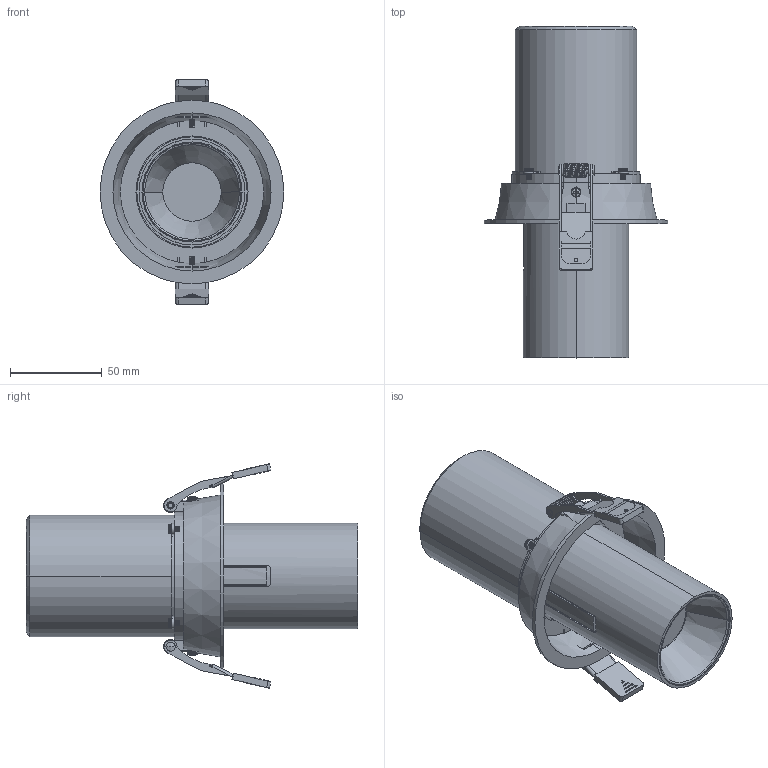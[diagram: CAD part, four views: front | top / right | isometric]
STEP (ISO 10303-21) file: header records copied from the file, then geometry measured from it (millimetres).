
FILE_DESCRIPTION((''),'2;1');
FILE_NAME('9-29-02_ASM_ASM','2020-05-27T15:04:18',('Administrator'),(''),'CREO PARAMETRIC BY PTC INC, 2019010','CREO PARAMETRIC BY PTC INC, 2019010','');
FILE_SCHEMA(('CONFIG_CONTROL_DESIGN','SHAPE_APPEARANCE_LAYERS_GROUPS'));
Length unit declared in the file: millimetre
Products named in the file (23): 010172-03_38_AF0_1; 096-02_5_AF0_1; 096-08_7_AF0_1; 99_AF0_ASM_1_ASM; 9-29-01_AF0_ASM_1_ASM; 66-01_AF0_1; 9-29-GAI_AF0_1; 9-30-DENGBEI_AF0_1; 9-30-QIANHUAN_AF1_1; DIANPIAN_1; M3X4_1; HXQ-01_2; M3X6-JZ_2; ZJ-TH-02_9; JZ-TH_10; TH-001_3; GAN-01_3; TAOJIAO-01_3; JZ-TH-01_ASM_7_ASM; M3X6_1; 9-29-02_ASM_13_ASM; PRT0001; 9-29-02_ASM_ASM
Assembly tree (30 placements, depth 5):
  9-29-02_ASM_ASM
    9-29-02_ASM_13_ASM
      9-29-01_AF0_ASM_1_ASM
        010172-03_38_AF0_1
        99_AF0_ASM_1_ASM
          096-02_5_AF0_1
          096-08_7_AF0_1
      66-01_AF0_1
      9-29-GAI_AF0_1
      9-30-DENGBEI_AF0_1
      9-30-QIANHUAN_AF1_1
      DIANPIAN_1  x2
      M3X4_1  x4
      HXQ-01_2
      M3X6-JZ_2  x3
      JZ-TH-01_ASM_7_ASM  x2
        ZJ-TH-02_9
        JZ-TH_10
        TH-001_3
        GAN-01_3
        TAOJIAO-01_3
      M3X6_1  x2
    PRT0001
Bounding box: 100 x 180.5 x 122.08 mm (x, y, z)
Volume: 297282.3 mm3; surface area: 145080 mm2
Topology: 30 solids, 30 shells, 984 faces, 2721 edges, 1811 vertices
Faces by surface type: plane 438, cylinder 404, bspline 72, torus 38, sphere 18, cone 14
Entity records: 27964 total; most frequent: CARTESIAN_POINT 13693, DIRECTION 2986, ORIENTED_EDGE 2888, EDGE_CURVE 1444, AXIS2_PLACEMENT_3D 1141, VERTEX_POINT 966, VECTOR 704, LINE 704
